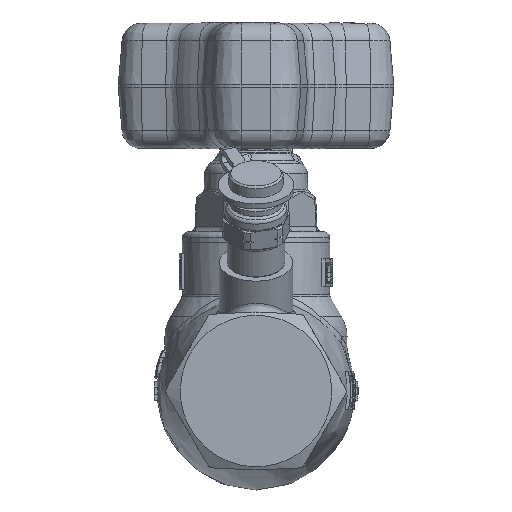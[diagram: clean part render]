
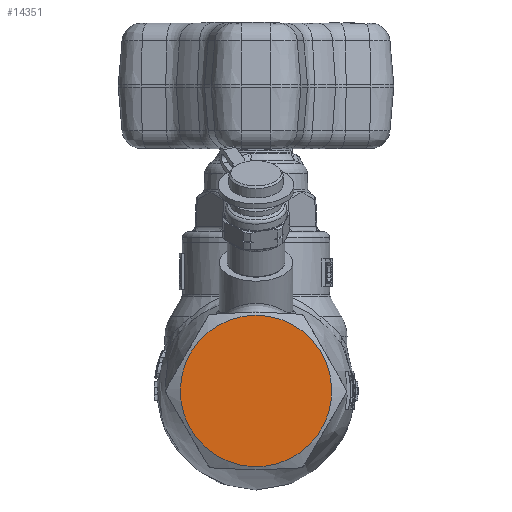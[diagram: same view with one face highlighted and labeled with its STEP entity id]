
A CAD part, left-side view. The second image highlights one B-rep face of the part: STEP entity #14351.
In plain terms, the highlighted planar face has unit normal (-1, 0, 0).
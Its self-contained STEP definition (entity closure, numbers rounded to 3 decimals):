
#12948=CIRCLE('',#39941,19.5);
#14351=ADVANCED_FACE('',(#16459),#15420,.T.);
#15420=PLANE('',#40521);
#16459=FACE_OUTER_BOUND('',#18062,.T.);
#18062=EDGE_LOOP('',(#24431));
#24431=ORIENTED_EDGE('',*,*,#32371,.T.);
#29519=VERTEX_POINT('',#53244);
#32371=EDGE_CURVE('',#29519,#29519,#12948,.T.);
#39941=AXIS2_PLACEMENT_3D('',#53243,#42522,#42523);
#40521=AXIS2_PLACEMENT_3D('',#63229,#44046,#44047);
#42522=DIRECTION('',(-1.,0.,0.));
#42523=DIRECTION('',(0.,0.,1.));
#44046=DIRECTION('',(-1.,0.,0.));
#44047=DIRECTION('',(0.,0.,-1.));
#53243=CARTESIAN_POINT('',(-60.,0.,0.2));
#53244=CARTESIAN_POINT('',(-60.,0.,19.7));
#63229=CARTESIAN_POINT('',(-60.,0.,0.2));
